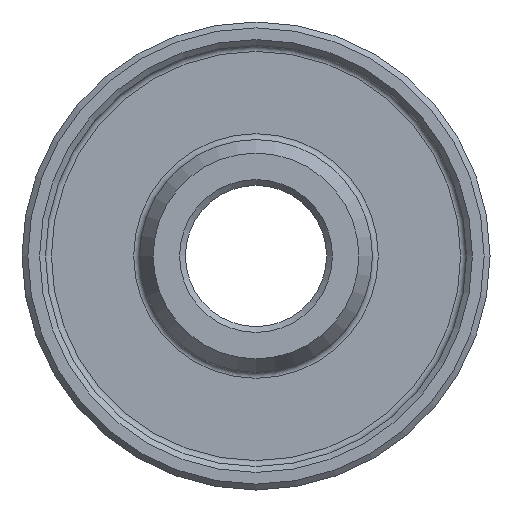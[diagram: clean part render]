
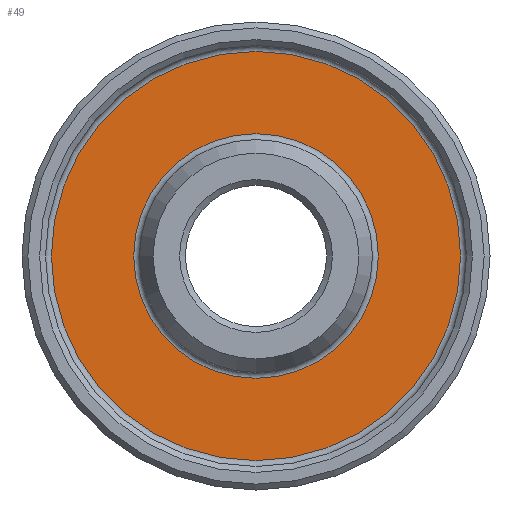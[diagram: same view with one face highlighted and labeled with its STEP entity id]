
A CAD part, front view. The second image highlights one B-rep face of the part: STEP entity #49.
In plain terms, the highlighted planar face has unit normal (0, -1, 0).
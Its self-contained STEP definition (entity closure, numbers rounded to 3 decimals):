
#43=PLANE('',#222);
#49=ADVANCED_FACE('',(#72,#73),#43,.T.);
#72=FACE_BOUND('',#104,.T.);
#73=FACE_BOUND('',#105,.T.);
#104=EDGE_LOOP('',(#136));
#105=EDGE_LOOP('',(#137));
#136=ORIENTED_EDGE('',*,*,#184,.T.);
#137=ORIENTED_EDGE('',*,*,#185,.T.);
#168=VERTEX_POINT('',#326);
#169=VERTEX_POINT('',#328);
#184=EDGE_CURVE('',#168,#168,#200,.T.);
#185=EDGE_CURVE('',#169,#169,#201,.T.);
#200=CIRCLE('',#220,10.4);
#201=CIRCLE('',#221,17.4);
#220=AXIS2_PLACEMENT_3D('',#325,#263,#264);
#221=AXIS2_PLACEMENT_3D('',#327,#265,#266);
#222=AXIS2_PLACEMENT_3D('',#329,#267,#268);
#263=DIRECTION('',(0.,1.,0.));
#264=DIRECTION('',(0.,0.,-1.));
#265=DIRECTION('',(0.,-1.,0.));
#266=DIRECTION('',(0.,0.,-1.));
#267=DIRECTION('',(0.,-1.,0.));
#268=DIRECTION('',(0.,0.,-1.));
#325=CARTESIAN_POINT('',(0.,10.,0.));
#326=CARTESIAN_POINT('',(0.,10.,-10.4));
#327=CARTESIAN_POINT('',(0.,10.,0.));
#328=CARTESIAN_POINT('',(0.,10.,-17.4));
#329=CARTESIAN_POINT('',(9.9,10.,0.));
